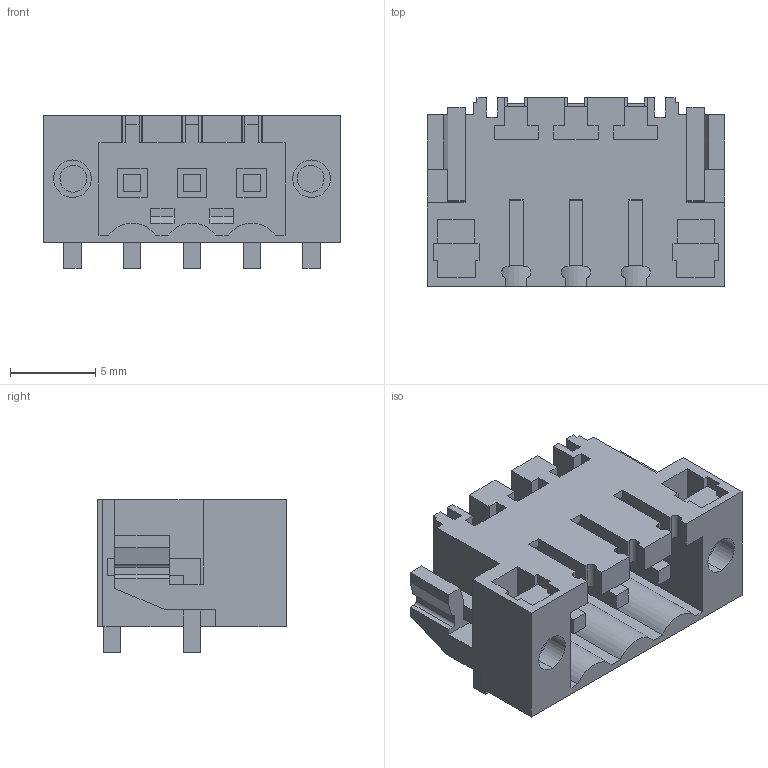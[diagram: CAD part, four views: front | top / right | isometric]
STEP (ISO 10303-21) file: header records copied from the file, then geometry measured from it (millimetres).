
FILE_DESCRIPTION(('CATIA V5 STEP Exchange','CAx-IF Rec.Pracs.--- Model Styling and Organization---1.2---2011-12-15'),'2;1');
FILE_NAME ('D1456509_0_1804950000_1804950000.stp','2018-03-10T11:19:28+00:00',('none'),('Weidmueller'),'CATIA Version 5-6 Release 2014','CATIA V5 STEP AP214','none');
FILE_SCHEMA(('AUTOMOTIVE_DESIGN { 1 0 10303 214 1 1 1 1 }'));
Length unit declared in the file: millimetre
Products named in the file (1): 1804950000
Bounding box: 17.45 x 11.05 x 8.95 mm (x, y, z)
Volume: 691.7 mm3; surface area: 1738.6 mm2
Topology: 6 solids, 6 shells, 302 faces, 893 edges, 607 vertices
Faces by surface type: plane 275, cylinder 27
Entity records: 9623 total; most frequent: ORIENTED_EDGE 1786, CARTESIAN_POINT 1741, DIRECTION 1355, EDGE_CURVE 893, VECTOR 833, LINE 833, VERTEX_POINT 607, EDGE_LOOP 320
